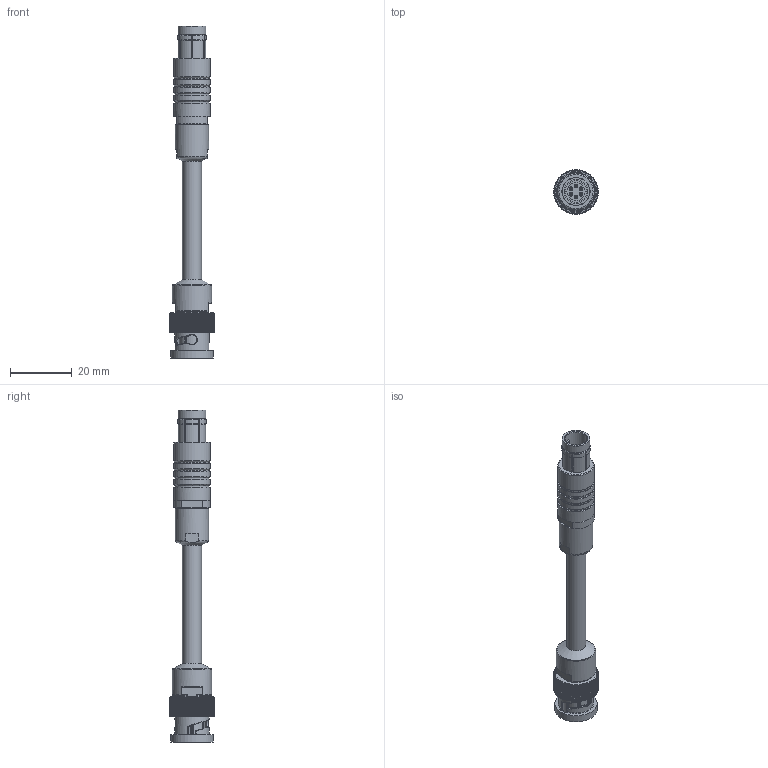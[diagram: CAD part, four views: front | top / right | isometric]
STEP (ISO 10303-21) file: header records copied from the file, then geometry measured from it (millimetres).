
FILE_DESCRIPTION(/* description */ (''),/* implementation_level */ '2;1');
FILE_NAME(/* name */ 'CMX2001.stp',/* time_stamp */ '2023-02-16T09:36:13-05:00',/* author */ ('cthayer'),/* organization */ (''),/* preprocessor_version */ 'ST-DEVELOPER v19',/* originating_system */ 'Autodesk Inventor 2023',/* authorisation */ '');
FILE_SCHEMA (('AUTOMOTIVE_DESIGN { 1 0 10303 214 3 1 1 }'));
Length unit declared in the file: inch
Products named in the file (1): CMX2001
Bounding box: 14.49 x 14.49 x 107.67 mm (x, y, z)
Volume: 7603.8 mm3; surface area: 5241.9 mm2
Topology: 1 solids, 1 shells, 551 faces, 1494 edges, 975 vertices
Faces by surface type: cylinder 236, plane 224, bspline 36, cone 28, torus 26, sphere 1
Full cylindrical faces by diameter (mm): 0.762 x6, 1.168 x6, 1.27 x1, 1.981 x1, 2.032 x1, 4.953 x1, 6.223 x1, 6.985 x1, 7.061 x1, 7.62 x1, 8.382 x1, 8.941 x1, 9.779 x1, 9.944 x1, 10.82 x1, 11.176 x4, 11.303 x1, 11.862 x5, 12.7 x1, 13.843 x1
Entity records: 21742 total; most frequent: CARTESIAN_POINT 7518, ORIENTED_EDGE 2986, DIRECTION 2640, EDGE_CURVE 1493, AXIS2_PLACEMENT_3D 981, VERTEX_POINT 975, LINE 678, VECTOR 678
